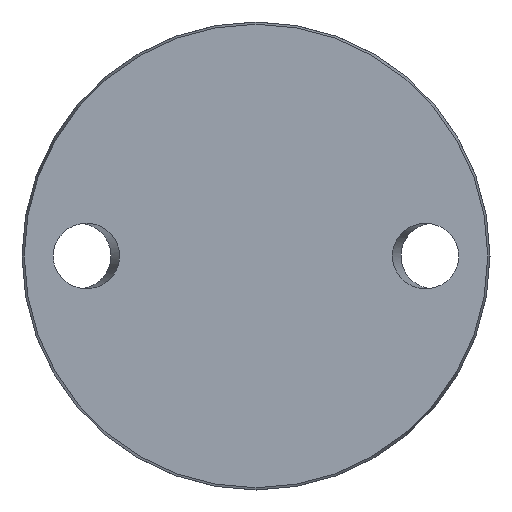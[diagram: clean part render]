
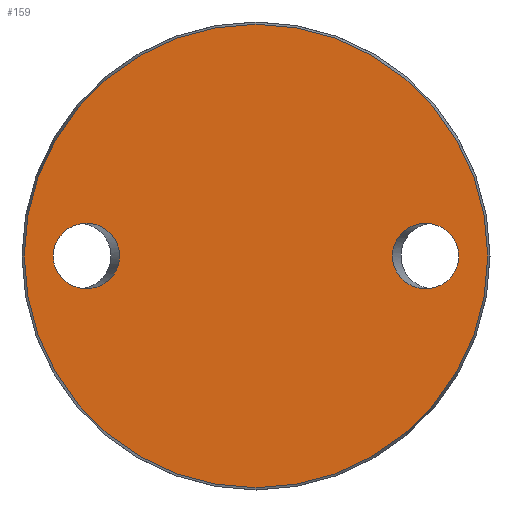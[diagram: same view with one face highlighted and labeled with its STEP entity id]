
A CAD part, front view. The second image highlights one B-rep face of the part: STEP entity #159.
In plain terms, the highlighted planar face has unit normal (0, -1, 0).
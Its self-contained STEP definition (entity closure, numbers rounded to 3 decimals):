
#10 = CARTESIAN_POINT ( 'NONE',  ( 34.385, 0., 0. ) ) ;
#147 = AXIS2_PLACEMENT_3D ( 'NONE', #211, #433, #761 ) ;
#159 = ADVANCED_FACE ( 'NONE', ( #523, #445, #697 ), #771, .F. ) ;
#162 = CARTESIAN_POINT ( 'NONE',  ( 51.115, 0., 16.5 ) ) ;
#177 = CARTESIAN_POINT ( 'NONE',  ( 34.385, 0., 0. ) ) ;
#187 = VERTEX_POINT ( 'NONE', #827 ) ;
#202 = EDGE_CURVE ( 'NONE', #187, #187, #368, .T. ) ;
#207 = ORIENTED_EDGE ( 'NONE', *, *, #202, .T. ) ;
#211 = CARTESIAN_POINT ( 'NONE',  ( 0., 0., 0. ) ) ;
#213 = DIRECTION ( 'NONE',  ( 0., 1., 0. ) ) ;
#289 = CARTESIAN_POINT ( 'NONE',  ( -58.425, 0., 0. ) ) ;
#302 =( BOUNDED_CURVE ( )  B_SPLINE_CURVE ( 3, ( #790, #319, #974, #571, #162, #811, #10 ),
 .UNSPECIFIED., .T., .T. ) 
 B_SPLINE_CURVE_WITH_KNOTS ( ( 4, 3, 4 ),
 ( 0., 3.142, 6.283 ),
 .UNSPECIFIED. ) 
 CURVE ( )  GEOMETRIC_REPRESENTATION_ITEM ( )  RATIONAL_B_SPLINE_CURVE ( ( 1., 0.333, 0.333, 1., 0.333, 0.333, 1. ) ) 
 REPRESENTATION_ITEM ( '' )  );
#317 = CARTESIAN_POINT ( 'NONE',  ( -51.115, 0., 16.5 ) ) ;
#319 = CARTESIAN_POINT ( 'NONE',  ( 34.385, 0., -16.5 ) ) ;
#368 =( BOUNDED_CURVE ( )  B_SPLINE_CURVE ( 3, ( #889, #317, #650, #961, #874, #629, #475 ),
 .UNSPECIFIED., .T., .T. ) 
 B_SPLINE_CURVE_WITH_KNOTS ( ( 4, 3, 4 ),
 ( 0., 3.142, 6.283 ),
 .UNSPECIFIED. ) 
 CURVE ( )  GEOMETRIC_REPRESENTATION_ITEM ( )  RATIONAL_B_SPLINE_CURVE ( ( 1., 0.333, 0.333, 1., 0.333, 0.333, 1. ) ) 
 REPRESENTATION_ITEM ( '' )  );
#433 = DIRECTION ( 'NONE',  ( 0., -1., 0. ) ) ;
#445 = FACE_BOUND ( 'NONE', #814, .T. ) ;
#475 = CARTESIAN_POINT ( 'NONE',  ( -51.115, 0., 0. ) ) ;
#504 = VERTEX_POINT ( 'NONE', #663 ) ;
#523 = FACE_BOUND ( 'NONE', #699, .T. ) ;
#564 = ORIENTED_EDGE ( 'NONE', *, *, #863, .F. ) ;
#571 = CARTESIAN_POINT ( 'NONE',  ( 51.115, 0., 0. ) ) ;
#629 = CARTESIAN_POINT ( 'NONE',  ( -51.115, 0., -16.5 ) ) ;
#650 = CARTESIAN_POINT ( 'NONE',  ( -34.385, 0., 16.5 ) ) ;
#663 = CARTESIAN_POINT ( 'NONE',  ( 0., 0., -58.425 ) ) ;
#678 = VERTEX_POINT ( 'NONE', #177 ) ;
#681 = EDGE_CURVE ( 'NONE', #504, #504, #920, .T. ) ;
#697 = FACE_OUTER_BOUND ( 'NONE', #777, .T. ) ;
#699 = EDGE_LOOP ( 'NONE', ( #207 ) ) ;
#703 = AXIS2_PLACEMENT_3D ( 'NONE', #289, #213, #705 ) ;
#705 = DIRECTION ( 'NONE',  ( 0., 0., 1. ) ) ;
#761 = DIRECTION ( 'NONE',  ( 0., 0., -1. ) ) ;
#771 = PLANE ( 'NONE',  #703 ) ;
#777 = EDGE_LOOP ( 'NONE', ( #892 ) ) ;
#790 = CARTESIAN_POINT ( 'NONE',  ( 34.385, 0., 0. ) ) ;
#811 = CARTESIAN_POINT ( 'NONE',  ( 34.385, 0., 16.5 ) ) ;
#814 = EDGE_LOOP ( 'NONE', ( #564 ) ) ;
#827 = CARTESIAN_POINT ( 'NONE',  ( -51.115, 0., 0. ) ) ;
#863 = EDGE_CURVE ( 'NONE', #678, #678, #302, .T. ) ;
#874 = CARTESIAN_POINT ( 'NONE',  ( -34.385, 0., -16.5 ) ) ;
#889 = CARTESIAN_POINT ( 'NONE',  ( -51.115, 0., 0. ) ) ;
#892 = ORIENTED_EDGE ( 'NONE', *, *, #681, .T. ) ;
#920 = CIRCLE ( 'NONE', #147, 58.425 ) ;
#961 = CARTESIAN_POINT ( 'NONE',  ( -34.385, 0., 0. ) ) ;
#974 = CARTESIAN_POINT ( 'NONE',  ( 51.115, 0., -16.5 ) ) ;
